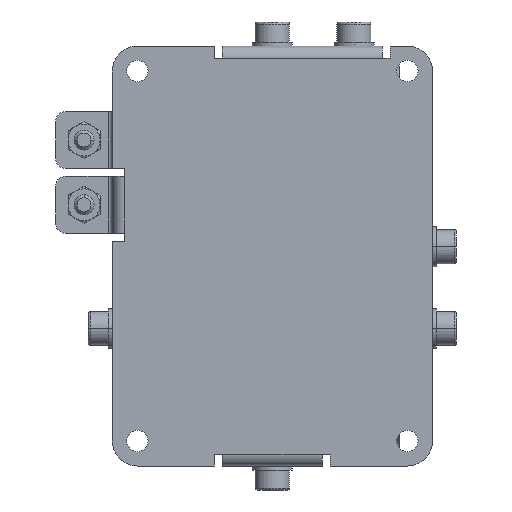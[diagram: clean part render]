
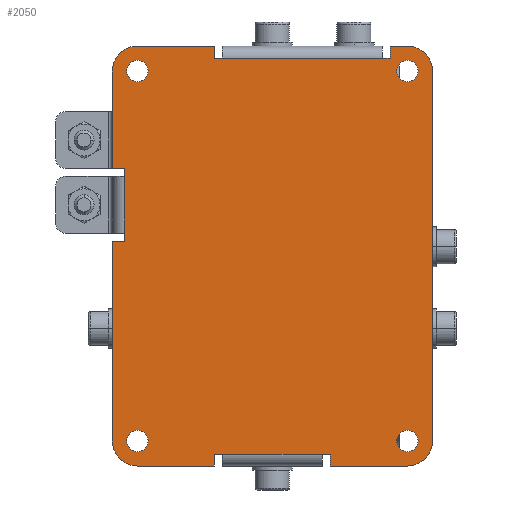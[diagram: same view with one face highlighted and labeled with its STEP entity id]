
A CAD part, front view. The second image highlights one B-rep face of the part: STEP entity #2050.
In plain terms, the highlighted planar face has unit normal (0, -1, 0).
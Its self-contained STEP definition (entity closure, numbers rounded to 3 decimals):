
#37=CARTESIAN_POINT('',(33.75,0.,46.25));
#38=DIRECTION('',(0.,1.,0.));
#39=DIRECTION('',(-1.,0.,0.));
#40=AXIS2_PLACEMENT_3D('',#37,#38,#39);
#46=CARTESIAN_POINT('',(33.75,0.,46.25));
#47=DIRECTION('',(0.,1.,0.));
#48=DIRECTION('',(1.,0.,0.));
#49=AXIS2_PLACEMENT_3D('',#46,#47,#48);
#54=CARTESIAN_POINT('',(33.75,0.,-46.25));
#55=DIRECTION('',(0.,1.,0.));
#56=DIRECTION('',(-1.,0.,0.));
#57=AXIS2_PLACEMENT_3D('',#54,#55,#56);
#62=CARTESIAN_POINT('',(33.75,0.,-46.25));
#63=DIRECTION('',(0.,1.,0.));
#64=DIRECTION('',(1.,0.,0.));
#65=AXIS2_PLACEMENT_3D('',#62,#63,#64);
#70=CARTESIAN_POINT('',(-33.75,0.,-46.25));
#71=DIRECTION('',(0.,1.,0.));
#72=DIRECTION('',(-1.,0.,0.));
#73=AXIS2_PLACEMENT_3D('',#70,#71,#72);
#78=CARTESIAN_POINT('',(-33.75,0.,-46.25));
#79=DIRECTION('',(0.,1.,0.));
#80=DIRECTION('',(1.,0.,0.));
#81=AXIS2_PLACEMENT_3D('',#78,#79,#80);
#86=CARTESIAN_POINT('',(-33.75,0.,46.25));
#87=DIRECTION('',(0.,1.,0.));
#88=DIRECTION('',(-1.,0.,0.));
#89=AXIS2_PLACEMENT_3D('',#86,#87,#88);
#94=CARTESIAN_POINT('',(-33.75,0.,46.25));
#95=DIRECTION('',(0.,1.,0.));
#96=DIRECTION('',(1.,0.,0.));
#97=AXIS2_PLACEMENT_3D('',#94,#95,#96);
#102=DIRECTION('',(0.,0.,1.));
#103=VECTOR('',#102,2.);
#104=CARTESIAN_POINT('',(-37.,0.,19.9));
#105=LINE('',#104,#103);
#109=DIRECTION('',(1.,0.,0.));
#110=VECTOR('',#109,3.);
#111=CARTESIAN_POINT('',(-40.,0.,21.9));
#112=LINE('',#111,#110);
#116=DIRECTION('',(0.,0.,-1.));
#117=VECTOR('',#116,24.35);
#118=CARTESIAN_POINT('',(-40.,0.,46.25));
#119=LINE('',#118,#117);
#123=CARTESIAN_POINT('',(-33.75,0.,46.25));
#124=DIRECTION('',(0.,1.,0.));
#125=DIRECTION('',(-1.,0.,0.));
#126=AXIS2_PLACEMENT_3D('',#123,#124,#125);
#131=DIRECTION('',(-1.,0.,0.));
#132=VECTOR('',#131,19.25);
#133=CARTESIAN_POINT('',(-14.5,0.,52.5));
#134=LINE('',#133,#132);
#138=DIRECTION('',(0.,0.,-1.));
#139=VECTOR('',#138,3.);
#140=CARTESIAN_POINT('',(-14.5,0.,52.5));
#141=LINE('',#140,#139);
#145=DIRECTION('',(-1.,0.,0.));
#146=VECTOR('',#145,2.);
#147=CARTESIAN_POINT('',(-12.5,0.,49.5));
#148=LINE('',#147,#146);
#152=DIRECTION('',(1.,0.,0.));
#153=VECTOR('',#152,2.);
#154=CARTESIAN_POINT('',(27.5,0.,49.5));
#155=LINE('',#154,#153);
#159=DIRECTION('',(0.,0.,-1.));
#160=VECTOR('',#159,3.);
#161=CARTESIAN_POINT('',(29.5,0.,52.5));
#162=LINE('',#161,#160);
#166=DIRECTION('',(-1.,0.,0.));
#167=VECTOR('',#166,4.25);
#168=CARTESIAN_POINT('',(33.75,0.,52.5));
#169=LINE('',#168,#167);
#173=CARTESIAN_POINT('',(33.75,0.,46.25));
#174=DIRECTION('',(0.,1.,0.));
#175=DIRECTION('',(0.,0.,1.));
#176=AXIS2_PLACEMENT_3D('',#173,#174,#175);
#181=DIRECTION('',(0.,0.,1.));
#182=VECTOR('',#181,92.5);
#183=CARTESIAN_POINT('',(40.,0.,-46.25));
#184=LINE('',#183,#182);
#188=CARTESIAN_POINT('',(33.75,0.,-46.25));
#189=DIRECTION('',(0.,1.,0.));
#190=DIRECTION('',(1.,0.,0.));
#191=AXIS2_PLACEMENT_3D('',#188,#189,#190);
#196=DIRECTION('',(1.,0.,0.));
#197=VECTOR('',#196,19.25);
#198=CARTESIAN_POINT('',(14.5,0.,-52.5));
#199=LINE('',#198,#197);
#203=DIRECTION('',(0.,0.,1.));
#204=VECTOR('',#203,3.);
#205=CARTESIAN_POINT('',(14.5,0.,-52.5));
#206=LINE('',#205,#204);
#210=DIRECTION('',(1.,0.,0.));
#211=VECTOR('',#210,2.);
#212=CARTESIAN_POINT('',(12.5,0.,-49.5));
#213=LINE('',#212,#211);
#217=DIRECTION('',(-1.,0.,0.));
#218=VECTOR('',#217,2.);
#219=CARTESIAN_POINT('',(-12.5,0.,-49.5));
#220=LINE('',#219,#218);
#224=DIRECTION('',(0.,0.,1.));
#225=VECTOR('',#224,3.);
#226=CARTESIAN_POINT('',(-14.5,0.,-52.5));
#227=LINE('',#226,#225);
#231=DIRECTION('',(1.,0.,0.));
#232=VECTOR('',#231,19.25);
#233=CARTESIAN_POINT('',(-33.75,0.,-52.5));
#234=LINE('',#233,#232);
#238=CARTESIAN_POINT('',(-33.75,0.,-46.25));
#239=DIRECTION('',(0.,1.,0.));
#240=DIRECTION('',(0.,0.,-1.));
#241=AXIS2_PLACEMENT_3D('',#238,#239,#240);
#246=DIRECTION('',(0.,0.,-1.));
#247=VECTOR('',#246,49.95);
#248=CARTESIAN_POINT('',(-40.,0.,3.7));
#249=LINE('',#248,#247);
#253=DIRECTION('',(1.,0.,0.));
#254=VECTOR('',#253,3.);
#255=CARTESIAN_POINT('',(-40.,0.,3.7));
#256=LINE('',#255,#254);
#260=DIRECTION('',(0.,0.,-1.));
#261=VECTOR('',#260,2.);
#262=CARTESIAN_POINT('',(-37.,0.,5.7));
#263=LINE('',#262,#261);
#567=DIRECTION('',(0.,0.,-1.));
#568=VECTOR('',#567,14.2);
#569=CARTESIAN_POINT('',(-37.,0.,19.9));
#570=LINE('',#569,#568);
#909=DIRECTION('',(1.,0.,0.));
#910=VECTOR('',#909,25.);
#911=CARTESIAN_POINT('',(-12.5,0.,-49.5));
#912=LINE('',#911,#910);
#1346=DIRECTION('',(1.,0.,0.));
#1347=VECTOR('',#1346,40.);
#1348=CARTESIAN_POINT('',(-12.5,0.,49.5));
#1349=LINE('',#1348,#1347);
#1687=CARTESIAN_POINT('',(-14.5,0.,52.5));
#1688=CARTESIAN_POINT('',(-14.5,0.,49.5));
#1689=VERTEX_POINT('',#1687);
#1690=VERTEX_POINT('',#1688);
#1695=CARTESIAN_POINT('',(29.5,0.,52.5));
#1696=CARTESIAN_POINT('',(29.5,0.,49.5));
#1697=VERTEX_POINT('',#1695);
#1698=VERTEX_POINT('',#1696);
#1711=CARTESIAN_POINT('',(14.5,0.,-52.5));
#1712=CARTESIAN_POINT('',(14.5,0.,-49.5));
#1713=VERTEX_POINT('',#1711);
#1714=VERTEX_POINT('',#1712);
#1719=CARTESIAN_POINT('',(-14.5,0.,-52.5));
#1720=CARTESIAN_POINT('',(-14.5,0.,-49.5));
#1721=VERTEX_POINT('',#1719);
#1722=VERTEX_POINT('',#1720);
#1731=CARTESIAN_POINT('',(-12.5,0.,-49.5));
#1732=CARTESIAN_POINT('',(12.5,0.,-49.5));
#1733=VERTEX_POINT('',#1731);
#1734=VERTEX_POINT('',#1732);
#1735=CARTESIAN_POINT('',(31.1,0.,46.25));
#1736=CARTESIAN_POINT('',(36.4,0.,46.25));
#1737=VERTEX_POINT('',#1735);
#1738=VERTEX_POINT('',#1736);
#1739=CARTESIAN_POINT('',(31.1,0.,-46.25));
#1740=CARTESIAN_POINT('',(36.4,0.,-46.25));
#1741=VERTEX_POINT('',#1739);
#1742=VERTEX_POINT('',#1740);
#1743=CARTESIAN_POINT('',(-36.4,0.,-46.25));
#1744=CARTESIAN_POINT('',(-31.1,0.,-46.25));
#1745=VERTEX_POINT('',#1743);
#1746=VERTEX_POINT('',#1744);
#1747=CARTESIAN_POINT('',(-36.4,0.,46.25));
#1748=CARTESIAN_POINT('',(-31.1,0.,46.25));
#1749=VERTEX_POINT('',#1747);
#1750=VERTEX_POINT('',#1748);
#1751=CARTESIAN_POINT('',(33.75,0.,52.5));
#1752=CARTESIAN_POINT('',(40.,0.,46.25));
#1753=VERTEX_POINT('',#1751);
#1754=VERTEX_POINT('',#1752);
#1755=CARTESIAN_POINT('',(40.,0.,-46.25));
#1756=CARTESIAN_POINT('',(33.75,0.,-52.5));
#1757=VERTEX_POINT('',#1755);
#1758=VERTEX_POINT('',#1756);
#1759=CARTESIAN_POINT('',(-33.75,0.,-52.5));
#1760=CARTESIAN_POINT('',(-40.,0.,-46.25));
#1761=VERTEX_POINT('',#1759);
#1762=VERTEX_POINT('',#1760);
#1763=CARTESIAN_POINT('',(-40.,0.,46.25));
#1764=CARTESIAN_POINT('',(-33.75,0.,52.5));
#1765=VERTEX_POINT('',#1763);
#1766=VERTEX_POINT('',#1764);
#1823=CARTESIAN_POINT('',(-37.,0.,5.7));
#1824=CARTESIAN_POINT('',(-37.,0.,3.7));
#1825=VERTEX_POINT('',#1823);
#1826=VERTEX_POINT('',#1824);
#1827=CARTESIAN_POINT('',(-40.,0.,3.7));
#1828=VERTEX_POINT('',#1827);
#1835=CARTESIAN_POINT('',(-37.,0.,19.9));
#1836=CARTESIAN_POINT('',(-37.,0.,21.9));
#1837=VERTEX_POINT('',#1835);
#1838=VERTEX_POINT('',#1836);
#1839=CARTESIAN_POINT('',(-40.,0.,21.9));
#1840=VERTEX_POINT('',#1839);
#1895=CARTESIAN_POINT('',(-12.5,0.,49.5));
#1896=VERTEX_POINT('',#1895);
#1899=CARTESIAN_POINT('',(27.5,0.,49.5));
#1900=VERTEX_POINT('',#1899);
#1967=CARTESIAN_POINT('',(0.,0.,0.));
#1968=DIRECTION('',(0.,-1.,0.));
#1969=DIRECTION('',(-1.,0.,0.));
#1970=AXIS2_PLACEMENT_3D('',#1967,#1968,#1969);
#1971=PLANE('',#1970);
#1973=ORIENTED_EDGE('',*,*,#1972,.T.);
#1975=ORIENTED_EDGE('',*,*,#1974,.F.);
#1977=ORIENTED_EDGE('',*,*,#1976,.F.);
#1979=ORIENTED_EDGE('',*,*,#1978,.T.);
#1981=ORIENTED_EDGE('',*,*,#1980,.F.);
#1983=ORIENTED_EDGE('',*,*,#1982,.T.);
#1985=ORIENTED_EDGE('',*,*,#1984,.F.);
#1987=ORIENTED_EDGE('',*,*,#1986,.T.);
#1989=ORIENTED_EDGE('',*,*,#1988,.T.);
#1991=ORIENTED_EDGE('',*,*,#1990,.F.);
#1993=ORIENTED_EDGE('',*,*,#1992,.F.);
#1995=ORIENTED_EDGE('',*,*,#1994,.T.);
#1997=ORIENTED_EDGE('',*,*,#1996,.F.);
#1999=ORIENTED_EDGE('',*,*,#1998,.T.);
#2001=ORIENTED_EDGE('',*,*,#2000,.F.);
#2003=ORIENTED_EDGE('',*,*,#2002,.T.);
#2005=ORIENTED_EDGE('',*,*,#2004,.F.);
#2007=ORIENTED_EDGE('',*,*,#2006,.F.);
#2009=ORIENTED_EDGE('',*,*,#2008,.T.);
#2011=ORIENTED_EDGE('',*,*,#2010,.F.);
#2013=ORIENTED_EDGE('',*,*,#2012,.F.);
#2015=ORIENTED_EDGE('',*,*,#2014,.T.);
#2017=ORIENTED_EDGE('',*,*,#2016,.F.);
#2019=ORIENTED_EDGE('',*,*,#2018,.T.);
#2021=ORIENTED_EDGE('',*,*,#2020,.F.);
#2023=ORIENTED_EDGE('',*,*,#2022,.F.);
#2024=EDGE_LOOP('',(#1973,#1975,#1977,#1979,#1981,#1983,#1985,#1987,#1989,#1991,
#1993,#1995,#1997,#1999,#2001,#2003,#2005,#2007,#2009,#2011,#2013,#2015,#2017,
#2019,#2021,#2023));
#2025=FACE_OUTER_BOUND('',#2024,.F.);
#2027=ORIENTED_EDGE('',*,*,#2026,.F.);
#2029=ORIENTED_EDGE('',*,*,#2028,.F.);
#2030=EDGE_LOOP('',(#2027,#2029));
#2031=FACE_BOUND('',#2030,.F.);
#2033=ORIENTED_EDGE('',*,*,#2032,.F.);
#2035=ORIENTED_EDGE('',*,*,#2034,.F.);
#2036=EDGE_LOOP('',(#2033,#2035));
#2037=FACE_BOUND('',#2036,.F.);
#2039=ORIENTED_EDGE('',*,*,#2038,.F.);
#2041=ORIENTED_EDGE('',*,*,#2040,.F.);
#2042=EDGE_LOOP('',(#2039,#2041));
#2043=FACE_BOUND('',#2042,.F.);
#2045=ORIENTED_EDGE('',*,*,#2044,.F.);
#2047=ORIENTED_EDGE('',*,*,#2046,.F.);
#2048=EDGE_LOOP('',(#2045,#2047));
#2049=FACE_BOUND('',#2048,.F.);
#2050=ADVANCED_FACE('',(#2025,#2031,#2037,#2043,#2049),#1971,.T.);
#41=CIRCLE('',#40,2.65);
#50=CIRCLE('',#49,2.65);
#58=CIRCLE('',#57,2.65);
#66=CIRCLE('',#65,2.65);
#74=CIRCLE('',#73,2.65);
#82=CIRCLE('',#81,2.65);
#90=CIRCLE('',#89,2.65);
#98=CIRCLE('',#97,2.65);
#127=CIRCLE('',#126,6.25);
#177=CIRCLE('',#176,6.25);
#192=CIRCLE('',#191,6.25);
#242=CIRCLE('',#241,6.25);
#1972=EDGE_CURVE('',#1837,#1838,#105,.T.);
#1974=EDGE_CURVE('',#1840,#1838,#112,.T.);
#1976=EDGE_CURVE('',#1765,#1840,#119,.T.);
#1978=EDGE_CURVE('',#1765,#1766,#127,.T.);
#1980=EDGE_CURVE('',#1689,#1766,#134,.T.);
#1982=EDGE_CURVE('',#1689,#1690,#141,.T.);
#1984=EDGE_CURVE('',#1896,#1690,#148,.T.);
#1986=EDGE_CURVE('',#1896,#1900,#1349,.T.);
#1988=EDGE_CURVE('',#1900,#1698,#155,.T.);
#1990=EDGE_CURVE('',#1697,#1698,#162,.T.);
#1992=EDGE_CURVE('',#1753,#1697,#169,.T.);
#1994=EDGE_CURVE('',#1753,#1754,#177,.T.);
#1996=EDGE_CURVE('',#1757,#1754,#184,.T.);
#1998=EDGE_CURVE('',#1757,#1758,#192,.T.);
#2000=EDGE_CURVE('',#1713,#1758,#199,.T.);
#2002=EDGE_CURVE('',#1713,#1714,#206,.T.);
#2004=EDGE_CURVE('',#1734,#1714,#213,.T.);
#2006=EDGE_CURVE('',#1733,#1734,#912,.T.);
#2008=EDGE_CURVE('',#1733,#1722,#220,.T.);
#2010=EDGE_CURVE('',#1721,#1722,#227,.T.);
#2012=EDGE_CURVE('',#1761,#1721,#234,.T.);
#2014=EDGE_CURVE('',#1761,#1762,#242,.T.);
#2016=EDGE_CURVE('',#1828,#1762,#249,.T.);
#2018=EDGE_CURVE('',#1828,#1826,#256,.T.);
#2020=EDGE_CURVE('',#1825,#1826,#263,.T.);
#2022=EDGE_CURVE('',#1837,#1825,#570,.T.);
#2026=EDGE_CURVE('',#1741,#1742,#58,.T.);
#2028=EDGE_CURVE('',#1742,#1741,#66,.T.);
#2032=EDGE_CURVE('',#1745,#1746,#74,.T.);
#2034=EDGE_CURVE('',#1746,#1745,#82,.T.);
#2038=EDGE_CURVE('',#1749,#1750,#90,.T.);
#2040=EDGE_CURVE('',#1750,#1749,#98,.T.);
#2044=EDGE_CURVE('',#1737,#1738,#41,.T.);
#2046=EDGE_CURVE('',#1738,#1737,#50,.T.);
